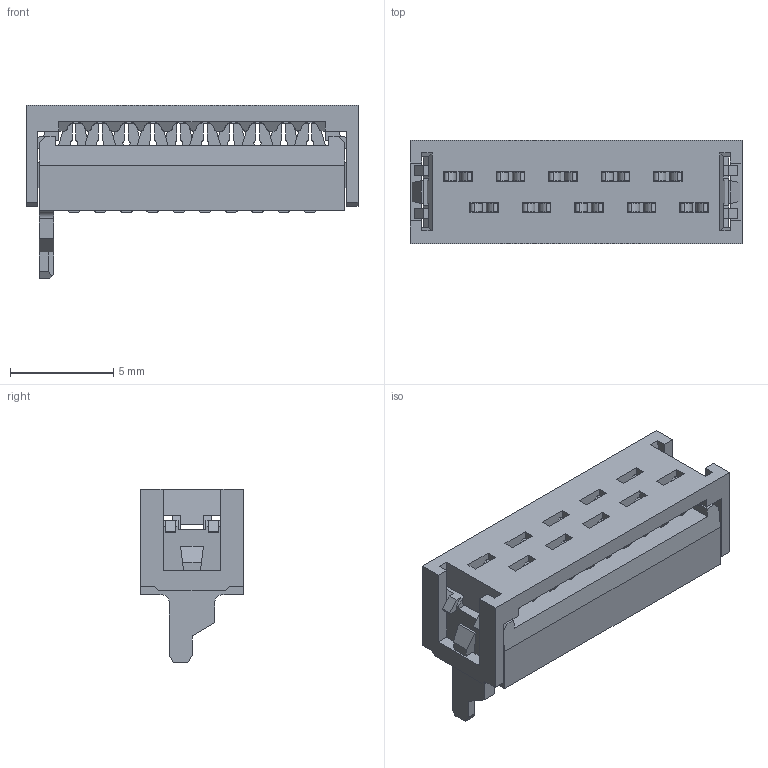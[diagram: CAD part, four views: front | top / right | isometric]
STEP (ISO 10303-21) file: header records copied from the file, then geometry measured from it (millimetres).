
FILE_DESCRIPTION((''),'2;1');
FILE_NAME('TYCO_8-215083-0-MM10CP','2009-06-18T',('dburnier'),(''),'PRO/ENGINEER BY PARAMETRIC TECHNOLOGY CORPORATION, 2008410','PRO/ENGINEER BY PARAMETRIC TECHNOLOGY CORPORATION, 2008410','');
FILE_SCHEMA(('AUTOMOTIVE_DESIGN_CC2 { 1 2 10303 214 -1 1 5 2 }'));
Length unit declared in the file: millimetre
Products named in the file (1): TYCO_8-215083-0-MM10CP
Bounding box: 16.08 x 5 x 8.4 mm (x, y, z)
Volume: 321.6 mm3; surface area: 648.1 mm2
Topology: 1 solids, 1 shells, 539 faces, 1572 edges, 1041 vertices
Faces by surface type: plane 385, cylinder 154
Entity records: 23744 total; most frequent: CARTESIAN_POINT 4076, ORIENTED_EDGE 3144, DIRECTION 2698, PRESENTATION_STYLE_ASSIGNMENT 1623, STYLED_ITEM 1573, CURVE_STYLE 1572, EDGE_CURVE 1572, VECTOR 1164
